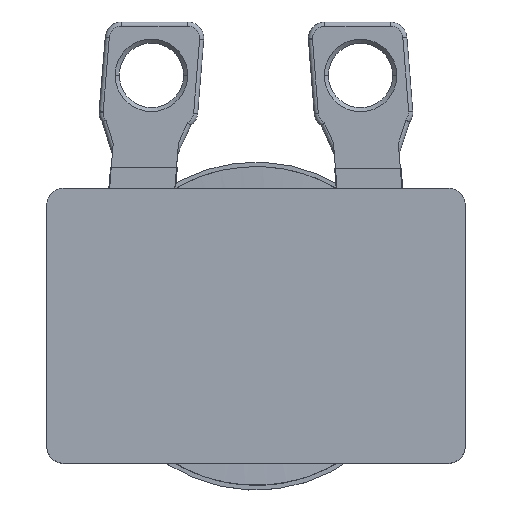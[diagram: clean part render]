
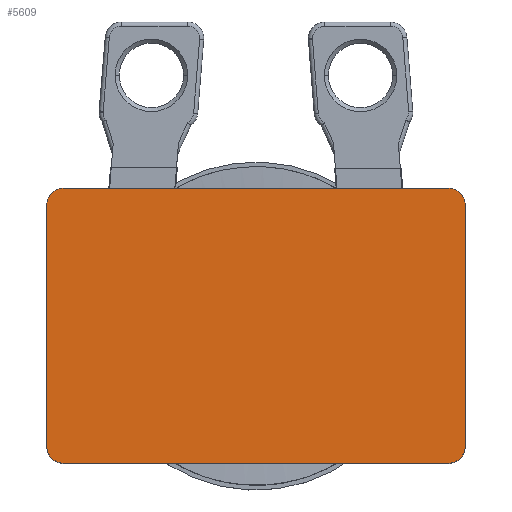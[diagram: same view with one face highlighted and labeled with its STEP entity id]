
A CAD part, top view. The second image highlights one B-rep face of the part: STEP entity #5609.
In plain terms, the highlighted face is planar.
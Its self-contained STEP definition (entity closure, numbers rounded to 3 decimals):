
#52 = CIRCLE ( 'NONE', #4437, 2. ) ;
#106 = DIRECTION ( 'NONE',  ( 0., -1., 0. ) ) ;
#135 = CARTESIAN_POINT ( 'NONE',  ( -2., 31.5, -5.3 ) ) ;
#429 = LINE ( 'NONE', #5218, #1668 ) ;
#445 = LINE ( 'NONE', #4707, #2166 ) ;
#678 = DIRECTION ( 'NONE',  ( -1., 0., 0. ) ) ;
#693 = VERTEX_POINT ( 'NONE', #3877 ) ;
#719 = EDGE_CURVE ( 'NONE', #693, #4750, #2152, .T. ) ;
#1015 = VERTEX_POINT ( 'NONE', #2828 ) ;
#1139 = VERTEX_POINT ( 'NONE', #2375 ) ;
#1216 = EDGE_CURVE ( 'NONE', #1139, #1015, #5744, .T. ) ;
#1248 = PLANE ( 'NONE',  #2306 ) ;
#1490 = LINE ( 'NONE', #2686, #5269 ) ;
#1668 = VECTOR ( 'NONE', #2786, 1000. ) ;
#1678 = CIRCLE ( 'NONE', #3919, 2. ) ;
#1805 = DIRECTION ( 'NONE',  ( 0., 0., -1. ) ) ;
#1938 = EDGE_CURVE ( 'NONE', #4750, #3938, #5448, .T. ) ;
#1940 = CARTESIAN_POINT ( 'NONE',  ( -49., 2., -5.3 ) ) ;
#1949 = AXIS2_PLACEMENT_3D ( 'NONE', #4370, #5835, #6361 ) ;
#2052 = ORIENTED_EDGE ( 'NONE', *, *, #3384, .T. ) ;
#2054 = EDGE_LOOP ( 'NONE', ( #5264, #4006, #6232, #2215, #5938, #2052, #5779, #4539 ) ) ;
#2152 = CIRCLE ( 'NONE', #1949, 2. ) ;
#2166 = VECTOR ( 'NONE', #106, 1000. ) ;
#2215 = ORIENTED_EDGE ( 'NONE', *, *, #5507, .T. ) ;
#2306 = AXIS2_PLACEMENT_3D ( 'NONE', #3308, #1805, #5235 ) ;
#2375 = CARTESIAN_POINT ( 'NONE',  ( -49., 0., -5.3 ) ) ;
#2432 = DIRECTION ( 'NONE',  ( -1., 0., 0. ) ) ;
#2555 = CARTESIAN_POINT ( 'NONE',  ( -2., 2., -5.3 ) ) ;
#2686 = CARTESIAN_POINT ( 'NONE',  ( 0., 0., -5.3 ) ) ;
#2786 = DIRECTION ( 'NONE',  ( 0., -1., 0. ) ) ;
#2828 = CARTESIAN_POINT ( 'NONE',  ( -51., 2., -5.3 ) ) ;
#2885 = VERTEX_POINT ( 'NONE', #3297 ) ;
#2902 = CARTESIAN_POINT ( 'NONE',  ( 0., 2., -5.3 ) ) ;
#2907 = EDGE_CURVE ( 'NONE', #2885, #3889, #429, .T. ) ;
#3062 = DIRECTION ( 'NONE',  ( -1., 0., 0. ) ) ;
#3068 = CARTESIAN_POINT ( 'NONE',  ( 0., 33.5, -5.3 ) ) ;
#3297 = CARTESIAN_POINT ( 'NONE',  ( 0., 31.5, -5.3 ) ) ;
#3308 = CARTESIAN_POINT ( 'NONE',  ( 0., 0., -5.3 ) ) ;
#3384 = EDGE_CURVE ( 'NONE', #3889, #6221, #1678, .T. ) ;
#3567 = DIRECTION ( 'NONE',  ( 1., 0., 0. ) ) ;
#3613 = EDGE_CURVE ( 'NONE', #693, #1015, #445, .T. ) ;
#3742 = DIRECTION ( 'NONE',  ( 0., 0., -1. ) ) ;
#3877 = CARTESIAN_POINT ( 'NONE',  ( -51., 31.5, -5.3 ) ) ;
#3889 = VERTEX_POINT ( 'NONE', #2902 ) ;
#3919 = AXIS2_PLACEMENT_3D ( 'NONE', #2555, #5948, #3062 ) ;
#3938 = VERTEX_POINT ( 'NONE', #4540 ) ;
#4006 = ORIENTED_EDGE ( 'NONE', *, *, #719, .T. ) ;
#4205 = VECTOR ( 'NONE', #3567, 1000. ) ;
#4370 = CARTESIAN_POINT ( 'NONE',  ( -49., 31.5, -5.3 ) ) ;
#4375 = AXIS2_PLACEMENT_3D ( 'NONE', #1940, #5361, #2432 ) ;
#4437 = AXIS2_PLACEMENT_3D ( 'NONE', #135, #3742, #678 ) ;
#4539 = ORIENTED_EDGE ( 'NONE', *, *, #1216, .T. ) ;
#4540 = CARTESIAN_POINT ( 'NONE',  ( -2., 33.5, -5.3 ) ) ;
#4707 = CARTESIAN_POINT ( 'NONE',  ( -51., 33.5, -5.3 ) ) ;
#4750 = VERTEX_POINT ( 'NONE', #4800 ) ;
#4800 = CARTESIAN_POINT ( 'NONE',  ( -49., 33.5, -5.3 ) ) ;
#4949 = FACE_OUTER_BOUND ( 'NONE', #2054, .T. ) ;
#5026 = CARTESIAN_POINT ( 'NONE',  ( -2., 0., -5.3 ) ) ;
#5105 = DIRECTION ( 'NONE',  ( -1., 0., 0. ) ) ;
#5218 = CARTESIAN_POINT ( 'NONE',  ( 0., 33.5, -5.3 ) ) ;
#5235 = DIRECTION ( 'NONE',  ( -1., 0., 0. ) ) ;
#5264 = ORIENTED_EDGE ( 'NONE', *, *, #3613, .F. ) ;
#5269 = VECTOR ( 'NONE', #5105, 1000. ) ;
#5361 = DIRECTION ( 'NONE',  ( 0., 0., -1. ) ) ;
#5448 = LINE ( 'NONE', #3068, #4205 ) ;
#5507 = EDGE_CURVE ( 'NONE', #3938, #2885, #52, .T. ) ;
#5609 = ADVANCED_FACE ( 'NONE', ( #4949 ), #1248, .T. ) ;
#5744 = CIRCLE ( 'NONE', #4375, 2. ) ;
#5779 = ORIENTED_EDGE ( 'NONE', *, *, #6374, .T. ) ;
#5835 = DIRECTION ( 'NONE',  ( 0., 0., -1. ) ) ;
#5938 = ORIENTED_EDGE ( 'NONE', *, *, #2907, .T. ) ;
#5948 = DIRECTION ( 'NONE',  ( 0., 0., -1. ) ) ;
#6221 = VERTEX_POINT ( 'NONE', #5026 ) ;
#6232 = ORIENTED_EDGE ( 'NONE', *, *, #1938, .T. ) ;
#6361 = DIRECTION ( 'NONE',  ( -1., 0., 0. ) ) ;
#6374 = EDGE_CURVE ( 'NONE', #6221, #1139, #1490, .T. ) ;
